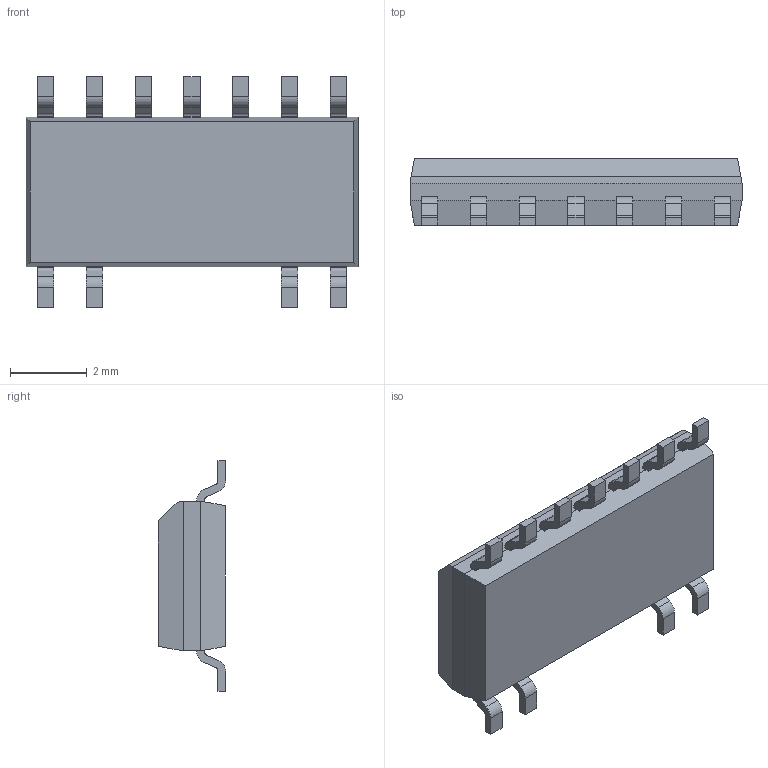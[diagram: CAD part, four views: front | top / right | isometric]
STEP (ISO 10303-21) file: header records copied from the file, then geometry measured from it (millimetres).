
FILE_DESCRIPTION (( 'STEP AP214' ), '1' );
FILE_NAME ( 'SOIC11-14P127_865X600X175L84X42.step', '2021-01-20T14:02:24', ( '' ), ( '' ), 'Part was generated with the free Library Expert Lite available at www.PCBLibraries.com. Removing line will violate the End User License Agreement.', '©2017 PCB Libraries, Inc.', '' );
FILE_SCHEMA (( 'AUTOMOTIVE_DESIGN' ));
Length unit declared in the file: millimetre
Products named in the file (1): SOIC11-14P127_865X600X175L84X42
Bounding box: 8.65 x 1.75 x 6 mm (x, y, z)
Volume: 57.5 mm3; surface area: 123.8 mm2
Topology: 12 solids, 12 shells, 169 faces, 427 edges, 282 vertices
Faces by surface type: plane 125, cylinder 44
Entity records: 5679 total; most frequent: CARTESIAN_POINT 879, DIRECTION 855, ORIENTED_EDGE 854, EDGE_CURVE 427, VECTOR 339, LINE 339, VERTEX_POINT 282, AXIS2_PLACEMENT_3D 258
